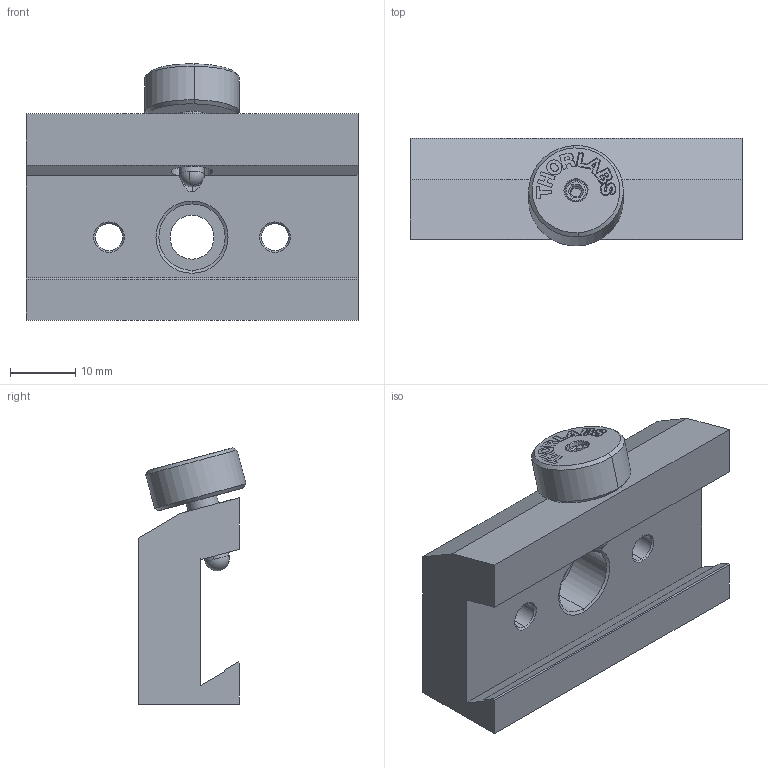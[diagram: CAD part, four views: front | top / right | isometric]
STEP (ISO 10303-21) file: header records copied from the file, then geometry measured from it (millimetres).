
FILE_DESCRIPTION (( 'STEP AP214' ), '1' );
FILE_NAME ('0812-E0W.STEP', '2016-10-24T18:22:50', ( 'admin' ), ( '' ), 'SwSTEP 2.0', 'SolidWorks 2016', '' );
FILE_SCHEMA (( 'AUTOMOTIVE_DESIGN' ));
Length unit declared in the file: millimetre
Products named in the file (1): 0812-E0W
Bounding box: 50.8 x 16.52 x 39.23 mm (x, y, z)
Volume: 17442 mm3; surface area: 7680.6 mm2
Topology: 6 solids, 6 shells, 310 faces, 769 edges, 493 vertices
Faces by surface type: plane 160, bspline 61, cylinder 49, cone 38, sphere 2
Entity records: 14290 total; most frequent: CARTESIAN_POINT 3850, ORIENTED_EDGE 1530, DIRECTION 1229, EDGE_CURVE 765, VECTOR 497, LINE 497, VERTEX_POINT 493, AXIS2_PLACEMENT_3D 366
